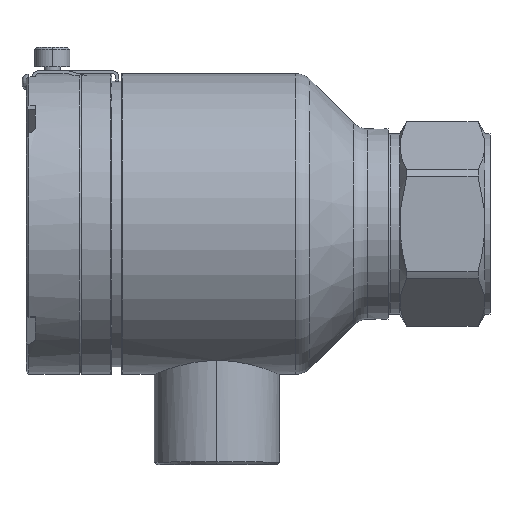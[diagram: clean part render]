
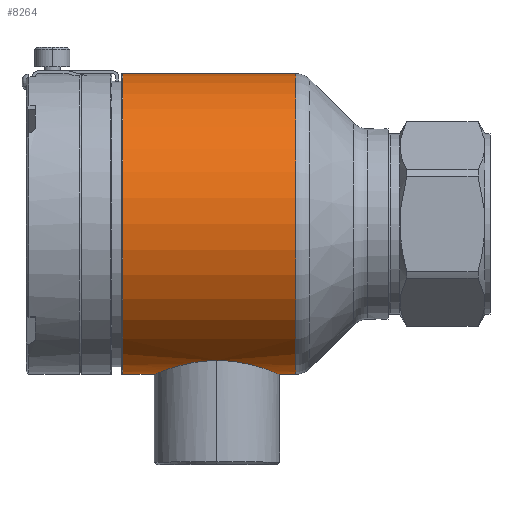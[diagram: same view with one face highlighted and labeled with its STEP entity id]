
A CAD part, top view. The second image highlights one B-rep face of the part: STEP entity #8264.
In plain terms, the highlighted cylindrical face has radius 30 mm (diameter 60 mm), a partial arc.
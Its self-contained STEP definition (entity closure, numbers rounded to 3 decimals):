
#1229=CARTESIAN_POINT('',(51.795,-9.625,-20.375));
#1230=CARTESIAN_POINT('',(51.795,-9.625,-20.213));
#1231=CARTESIAN_POINT('',(51.789,-9.622,
-19.888));
#1232=CARTESIAN_POINT('',(51.76,-9.61,
-19.4));
#1233=CARTESIAN_POINT('',(51.712,-9.591,
-18.914));
#1234=CARTESIAN_POINT('',(51.646,-9.563,
-18.428));
#1235=CARTESIAN_POINT('',(51.56,-9.528,
-17.944));
#1236=CARTESIAN_POINT('',(51.454,-9.485,
-17.463));
#1237=CARTESIAN_POINT('',(51.33,-9.434,
-16.984));
#1238=CARTESIAN_POINT('',(51.185,-9.376,
-16.508));
#1239=CARTESIAN_POINT('',(51.021,-9.311,
-16.036));
#1240=CARTESIAN_POINT('',(50.838,-9.239,
-15.569));
#1241=CARTESIAN_POINT('',(50.634,-9.16,
-15.106));
#1242=CARTESIAN_POINT('',(50.411,-9.075,
-14.65));
#1243=CARTESIAN_POINT('',(50.168,-8.984,
-14.201));
#1244=CARTESIAN_POINT('',(49.905,-8.888,
-13.76));
#1245=CARTESIAN_POINT('',(49.624,-8.787,
-13.328));
#1246=CARTESIAN_POINT('',(49.323,-8.681,
-12.906));
#1247=CARTESIAN_POINT('',(49.004,-8.573,
-12.496));
#1248=CARTESIAN_POINT('',(48.667,-8.461,
-12.098));
#1249=CARTESIAN_POINT('',(48.312,-8.348,
-11.713));
#1250=CARTESIAN_POINT('',(47.942,-8.234,
-11.343));
#1251=CARTESIAN_POINT('',(47.556,-8.12,
-10.989));
#1252=CARTESIAN_POINT('',(47.157,-8.006,
-10.652));
#1253=CARTESIAN_POINT('',(46.744,-7.895,
-10.333));
#1254=CARTESIAN_POINT('',(46.321,-7.786,
-10.032));
#1255=CARTESIAN_POINT('',(45.887,-7.681,
-9.75));
#1256=CARTESIAN_POINT('',(45.443,-7.58,
-9.487));
#1257=CARTESIAN_POINT('',(44.992,-7.484,
-9.245));
#1258=CARTESIAN_POINT('',(44.534,-7.394,
-9.022));
#1259=CARTESIAN_POINT('',(44.071,-7.311,
-8.82));
#1260=CARTESIAN_POINT('',(43.603,-7.234,
-8.637));
#1261=CARTESIAN_POINT('',(43.132,-7.164,
-8.475));
#1262=CARTESIAN_POINT('',(42.657,-7.102,
-8.332));
#1263=CARTESIAN_POINT('',(42.18,-7.048,
-8.209));
#1264=CARTESIAN_POINT('',(41.702,-7.001,
-8.106));
#1265=CARTESIAN_POINT('',(41.222,-6.963,
-8.021));
#1266=CARTESIAN_POINT('',(40.741,-6.934,
-7.956));
#1267=CARTESIAN_POINT('',(40.259,-6.912,
-7.909));
#1268=CARTESIAN_POINT('',(39.777,-6.9,
-7.881));
#1269=CARTESIAN_POINT('',(39.456,-6.897,-7.875));
#1270=CARTESIAN_POINT('',(39.295,-6.897,-7.875));
#1272=CARTESIAN_POINT('',(39.295,-6.897,-7.875));
#1273=CARTESIAN_POINT('',(39.134,-6.897,-7.875));
#1274=CARTESIAN_POINT('',(38.813,-6.9,
-7.881));
#1275=CARTESIAN_POINT('',(38.331,-6.912,
-7.909));
#1276=CARTESIAN_POINT('',(37.849,-6.934,
-7.956));
#1277=CARTESIAN_POINT('',(37.368,-6.963,
-8.021));
#1278=CARTESIAN_POINT('',(36.888,-7.001,
-8.106));
#1279=CARTESIAN_POINT('',(36.41,-7.048,
-8.209));
#1280=CARTESIAN_POINT('',(35.933,-7.102,
-8.332));
#1281=CARTESIAN_POINT('',(35.458,-7.164,
-8.475));
#1282=CARTESIAN_POINT('',(34.987,-7.234,
-8.637));
#1283=CARTESIAN_POINT('',(34.519,-7.311,
-8.82));
#1284=CARTESIAN_POINT('',(34.056,-7.394,
-9.022));
#1285=CARTESIAN_POINT('',(33.598,-7.484,
-9.245));
#1286=CARTESIAN_POINT('',(33.147,-7.58,
-9.488));
#1287=CARTESIAN_POINT('',(32.703,-7.681,
-9.75));
#1288=CARTESIAN_POINT('',(32.269,-7.786,
-10.032));
#1289=CARTESIAN_POINT('',(31.846,-7.895,
-10.333));
#1290=CARTESIAN_POINT('',(31.433,-8.006,
-10.652));
#1291=CARTESIAN_POINT('',(31.034,-8.12,
-10.989));
#1292=CARTESIAN_POINT('',(30.648,-8.234,
-11.343));
#1293=CARTESIAN_POINT('',(30.278,-8.348,
-11.713));
#1294=CARTESIAN_POINT('',(29.923,-8.461,
-12.098));
#1295=CARTESIAN_POINT('',(29.587,-8.573,
-12.496));
#1296=CARTESIAN_POINT('',(29.267,-8.681,
-12.906));
#1297=CARTESIAN_POINT('',(28.966,-8.787,
-13.328));
#1298=CARTESIAN_POINT('',(28.685,-8.888,
-13.76));
#1299=CARTESIAN_POINT('',(28.422,-8.984,
-14.201));
#1300=CARTESIAN_POINT('',(28.179,-9.075,
-14.65));
#1301=CARTESIAN_POINT('',(27.956,-9.16,
-15.106));
#1302=CARTESIAN_POINT('',(27.752,-9.239,
-15.569));
#1303=CARTESIAN_POINT('',(27.569,-9.311,
-16.036));
#1304=CARTESIAN_POINT('',(27.405,-9.376,
-16.508));
#1305=CARTESIAN_POINT('',(27.26,-9.434,
-16.984));
#1306=CARTESIAN_POINT('',(27.136,-9.485,
-17.463));
#1307=CARTESIAN_POINT('',(27.03,-9.528,
-17.944));
#1308=CARTESIAN_POINT('',(26.944,-9.563,
-18.428));
#1309=CARTESIAN_POINT('',(26.878,-9.591,
-18.914));
#1310=CARTESIAN_POINT('',(26.83,-9.61,
-19.4));
#1311=CARTESIAN_POINT('',(26.801,-9.622,
-19.888));
#1312=CARTESIAN_POINT('',(26.795,-9.625,-20.213));
#1313=CARTESIAN_POINT('',(26.795,-9.625,-20.375));
#1315=CARTESIAN_POINT('',(20.495,20.375,-20.375));
#1316=DIRECTION('',(1.,0.,0.));
#1317=DIRECTION('',(0.,1.,0.));
#1318=AXIS2_PLACEMENT_3D('',#1315,#1316,#1317);
#1320=CARTESIAN_POINT('',(55.038,20.375,-20.375));
#1321=DIRECTION('',(1.,0.,0.));
#1322=DIRECTION('',(0.,1.,0.));
#1323=AXIS2_PLACEMENT_3D('',#1320,#1321,#1322);
#1372=DIRECTION('',(1.,0.,0.));
#1373=VECTOR('',#1372,3.243);
#1374=CARTESIAN_POINT('',(51.795,-9.625,-20.375));
#1375=LINE('',#1374,#1373);
#1381=DIRECTION('',(1.,0.,0.));
#1382=VECTOR('',#1381,34.543);
#1383=CARTESIAN_POINT('',(20.495,50.375,-20.375));
#1384=LINE('',#1383,#1382);
#1390=DIRECTION('',(1.,0.,0.));
#1391=VECTOR('',#1390,6.3);
#1392=CARTESIAN_POINT('',(20.495,-9.625,-20.375));
#1393=LINE('',#1392,#1391);
#6724=CARTESIAN_POINT('',(55.038,-9.625,-20.375));
#6725=CARTESIAN_POINT('',(55.038,50.375,-20.375));
#6726=VERTEX_POINT('',#6724);
#6727=VERTEX_POINT('',#6725);
#6780=CARTESIAN_POINT('',(20.495,-9.625,-20.375));
#6781=CARTESIAN_POINT('',(20.495,50.375,-20.375));
#6782=VERTEX_POINT('',#6780);
#6783=VERTEX_POINT('',#6781);
#6820=VERTEX_POINT('',#1229);
#6821=VERTEX_POINT('',#1270);
#6822=VERTEX_POINT('',#1313);
#8244=CARTESIAN_POINT('',(77.815,20.375,-20.375));
#8245=DIRECTION('',(-1.,0.,0.));
#8246=DIRECTION('',(0.,1.,0.));
#8247=AXIS2_PLACEMENT_3D('',#8244,#8245,#8246);
#8248=CYLINDRICAL_SURFACE('',#8247,30.);
#8250=ORIENTED_EDGE('',*,*,#8249,.T.);
#8252=ORIENTED_EDGE('',*,*,#8251,.T.);
#8254=ORIENTED_EDGE('',*,*,#8253,.F.);
#8256=ORIENTED_EDGE('',*,*,#8255,.F.);
#8258=ORIENTED_EDGE('',*,*,#8257,.T.);
#8259=ORIENTED_EDGE('',*,*,#8226,.T.);
#8261=ORIENTED_EDGE('',*,*,#8260,.F.);
#8262=EDGE_LOOP('',(#8250,#8252,#8254,#8256,#8258,#8259,#8261));
#8263=FACE_OUTER_BOUND('',#8262,.F.);
#8264=ADVANCED_FACE('',(#8263),#8248,.T.);
#1271=B_SPLINE_CURVE_WITH_KNOTS('',3,(#1229,#1230,#1231,#1232,#1233,#1234,#1235,
#1236,#1237,#1238,#1239,#1240,#1241,#1242,#1243,#1244,#1245,#1246,#1247,#1248,
#1249,#1250,#1251,#1252,#1253,#1254,#1255,#1256,#1257,#1258,#1259,#1260,#1261,
#1262,#1263,#1264,#1265,#1266,#1267,#1268,#1269,#1270),.UNSPECIFIED.,.F.,.F.,(4,
1,1,1,1,1,1,1,1,1,1,1,1,1,1,1,1,1,1,1,1,1,1,1,1,1,1,1,1,1,1,1,1,1,1,1,1,1,1,4),(
0.,0.026,0.051,0.077,0.103,
0.128,0.154,0.179,0.205,
0.231,0.256,0.282,0.308,
0.333,0.359,0.385,0.41,
0.436,0.462,0.487,0.513,
0.538,0.564,0.59,0.615,
0.641,0.667,0.692,0.718,
0.744,0.769,0.795,0.821,
0.846,0.872,0.897,0.923,
0.949,0.974,1.),.UNSPECIFIED.);
#1314=B_SPLINE_CURVE_WITH_KNOTS('',3,(#1272,#1273,#1274,#1275,#1276,#1277,#1278,
#1279,#1280,#1281,#1282,#1283,#1284,#1285,#1286,#1287,#1288,#1289,#1290,#1291,
#1292,#1293,#1294,#1295,#1296,#1297,#1298,#1299,#1300,#1301,#1302,#1303,#1304,
#1305,#1306,#1307,#1308,#1309,#1310,#1311,#1312,#1313),.UNSPECIFIED.,.F.,.F.,(4,
1,1,1,1,1,1,1,1,1,1,1,1,1,1,1,1,1,1,1,1,1,1,1,1,1,1,1,1,1,1,1,1,1,1,1,1,1,1,4),(
0.,0.026,0.051,0.077,0.103,
0.128,0.154,0.179,0.205,
0.231,0.256,0.282,0.308,
0.333,0.359,0.385,0.41,
0.436,0.462,0.487,0.513,
0.538,0.564,0.59,0.615,
0.641,0.667,0.692,0.718,
0.744,0.769,0.795,0.821,
0.846,0.872,0.897,0.923,
0.949,0.974,1.),.UNSPECIFIED.);
#1319=CIRCLE('',#1318,30.);
#1324=CIRCLE('',#1323,30.);
#8226=EDGE_CURVE('',#6727,#6726,#1324,.T.);
#8249=EDGE_CURVE('',#6820,#6821,#1271,.T.);
#8251=EDGE_CURVE('',#6821,#6822,#1314,.T.);
#8253=EDGE_CURVE('',#6782,#6822,#1393,.T.);
#8255=EDGE_CURVE('',#6783,#6782,#1319,.T.);
#8257=EDGE_CURVE('',#6783,#6727,#1384,.T.);
#8260=EDGE_CURVE('',#6820,#6726,#1375,.T.);
